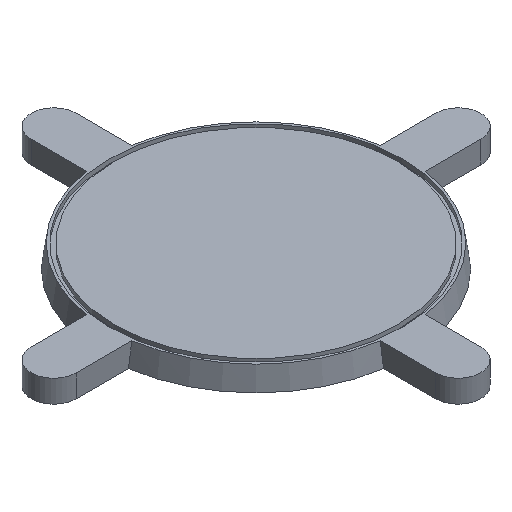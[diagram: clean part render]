
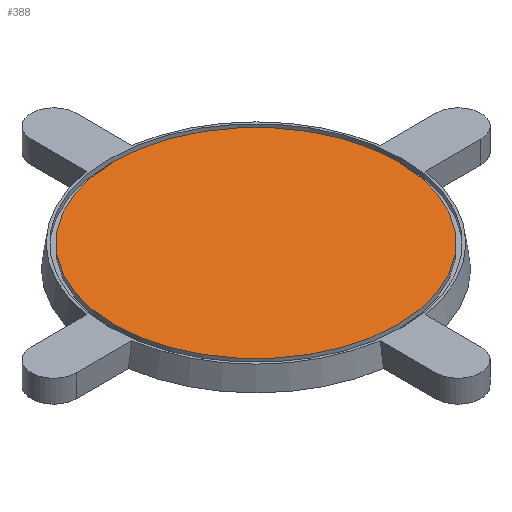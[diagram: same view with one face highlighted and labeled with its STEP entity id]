
A CAD part, isometric view. The second image highlights one B-rep face of the part: STEP entity #388.
In plain terms, the highlighted planar face has unit normal (0, 0, 1).
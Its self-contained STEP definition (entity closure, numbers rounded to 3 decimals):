
#44=PLANE('',#445);
#66=FACE_OUTER_BOUND('',#90,.T.);
#90=EDGE_LOOP('',(#360));
#143=CIRCLE('',#405,62.965);
#163=VERTEX_POINT('',#566);
#199=EDGE_CURVE('',#163,#163,#143,.T.);
#360=ORIENTED_EDGE('',*,*,#199,.T.);
#388=ADVANCED_FACE('',(#66),#44,.F.);
#405=AXIS2_PLACEMENT_3D('',#567,#453,#454);
#445=AXIS2_PLACEMENT_3D('',#692,#559,#560);
#453=DIRECTION('center_axis',(0.,0.,1.));
#454=DIRECTION('ref_axis',(-1.,0.,0.));
#559=DIRECTION('center_axis',(0.,0.,-1.));
#560=DIRECTION('ref_axis',(-1.,0.,0.));
#566=CARTESIAN_POINT('',(62.965,0.,-100.));
#567=CARTESIAN_POINT('Origin',(0.,0.,-100.));
#692=CARTESIAN_POINT('Origin',(0.,0.,-100.));
